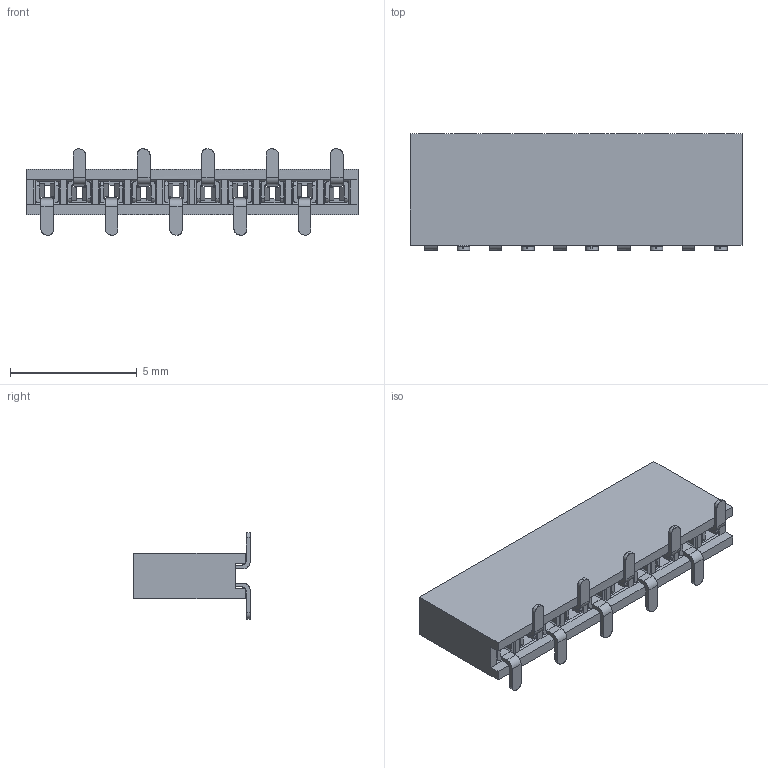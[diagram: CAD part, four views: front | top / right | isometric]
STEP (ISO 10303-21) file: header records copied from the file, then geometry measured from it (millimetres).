
FILE_DESCRIPTION( ('This file contains a STEP AP42 implementation' ,'as created by ZW3D STEP Interface translator.') ,'2;1' );
FILE_NAME( '2344-1XXMXXCUNX2.stp' ,'23 410.1652 8', (''), ('ZWCAD Software Co.'), 'Version 1.0', 'ZW3D to STEP translator', '' );
FILE_SCHEMA(('AUTOMOTIVE_DESIGN { 1 0 10303 214 1 1 1 1 }'));
Length unit declared in the file: millimetre
Products named in the file (2): 0; 2344-110mrxxcunx2
Bounding box: 13.1 x 4.6 x 3.4 mm (x, y, z)
Volume: 77 mm3; surface area: 456.9 mm2
Topology: 1 solids, 1 shells, 1120 faces, 3314 edges, 2146 vertices
Faces by surface type: plane 710, cylinder 290, bspline 120
Entity records: 50850 total; most frequent: CARTESIAN_POINT 26586, ORIENTED_EDGE 6648, EDGE_CURVE 3314, B_SPLINE_CURVE_WITH_KNOTS 3225, VERTEX_POINT 2146, DIRECTION 2091, EDGE_LOOP 1180, FACE_OUTER_BOUND 1120
